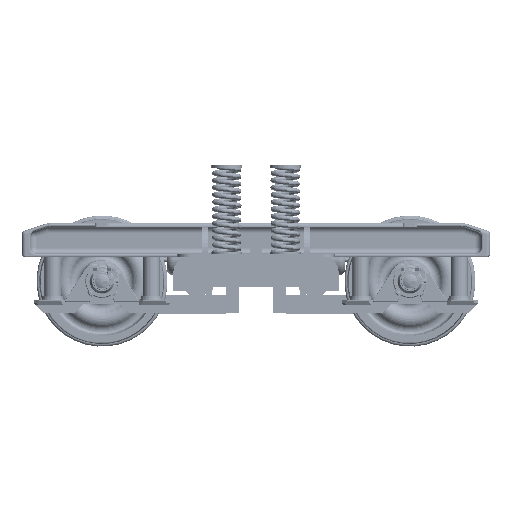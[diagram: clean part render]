
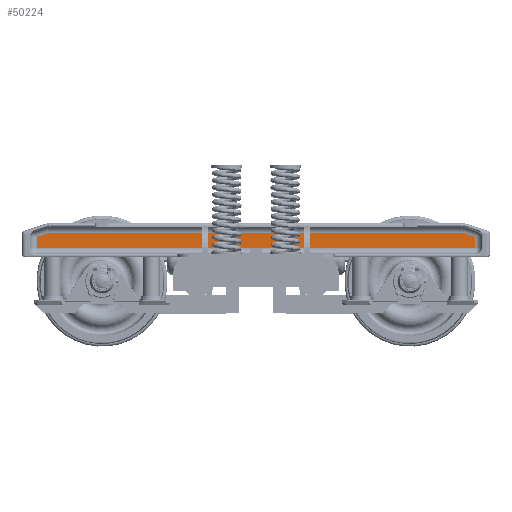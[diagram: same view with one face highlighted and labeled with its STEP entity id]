
A CAD part, left-side view. The second image highlights one B-rep face of the part: STEP entity #50224.
In plain terms, the highlighted planar face has unit normal (-1, 0, 0).
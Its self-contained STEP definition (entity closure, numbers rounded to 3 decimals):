
#5806 = DIRECTION ( 'NONE',  ( 0., 0., 1. ) ) ;
#6982 = AXIS2_PLACEMENT_3D ( 'NONE', #30996, #160440, #89470 ) ;
#11969 = DIRECTION ( 'NONE',  ( 0., 0.949, 0.316 ) ) ;
#13792 = VERTEX_POINT ( 'NONE', #50853 ) ;
#15862 = CARTESIAN_POINT ( 'NONE',  ( -1417.023, 1496.423, 3660. ) ) ;
#16647 = PLANE ( 'NONE',  #6982 ) ;
#17208 = VECTOR ( 'NONE', #11969, 1000. ) ;
#21110 = LINE ( 'NONE', #34547, #138849 ) ;
#30996 = CARTESIAN_POINT ( 'NONE',  ( -1417.023, -2183.577, 3660. ) ) ;
#32682 = VECTOR ( 'NONE', #102020, 1000. ) ;
#33204 = VECTOR ( 'NONE', #160596, 1000. ) ;
#34547 = CARTESIAN_POINT ( 'NONE',  ( -1417.023, -2063.577, 3660. ) ) ;
#36496 = LINE ( 'NONE', #126622, #99223 ) ;
#37359 = CARTESIAN_POINT ( 'NONE',  ( -1417.023, -1965.463, 3860. ) ) ;
#45950 = EDGE_CURVE ( 'NONE', #13792, #75064, #36496, .T. ) ;
#46292 = FACE_OUTER_BOUND ( 'NONE', #139446, .T. ) ;
#50224 = ADVANCED_FACE ( 'NONE', ( #46292 ), #16647, .F. ) ;
#50853 = CARTESIAN_POINT ( 'NONE',  ( -1417.023, 1398.309, 3860. ) ) ;
#53468 = CARTESIAN_POINT ( 'NONE',  ( -1417.023, -2063.577, 3740. ) ) ;
#58252 = EDGE_CURVE ( 'NONE', #114744, #99537, #99183, .T. ) ;
#70397 = CARTESIAN_POINT ( 'NONE',  ( -1417.023, -1957.765, 3862.566 ) ) ;
#75064 = VERTEX_POINT ( 'NONE', #186414 ) ;
#75145 = CARTESIAN_POINT ( 'NONE',  ( -1417.023, 1406.423, 3860. ) ) ;
#75247 = EDGE_CURVE ( 'NONE', #99537, #13792, #145140, .T. ) ;
#77361 = CARTESIAN_POINT ( 'NONE',  ( -1417.023, -2113.577, 3740. ) ) ;
#77775 = ORIENTED_EDGE ( 'NONE', *, *, #99677, .T. ) ;
#89470 = DIRECTION ( 'NONE',  ( 0., -1., 0. ) ) ;
#96084 = VERTEX_POINT ( 'NONE', #179239 ) ;
#99183 = LINE ( 'NONE', #70397, #17208 ) ;
#99223 = VECTOR ( 'NONE', #185097, 1000. ) ;
#99537 = VERTEX_POINT ( 'NONE', #37359 ) ;
#99677 = EDGE_CURVE ( 'NONE', #112366, #114744, #21110, .T. ) ;
#102020 = DIRECTION ( 'NONE',  ( 0., 1., 0. ) ) ;
#112366 = VERTEX_POINT ( 'NONE', #53468 ) ;
#114744 = VERTEX_POINT ( 'NONE', #177175 ) ;
#120671 = ORIENTED_EDGE ( 'NONE', *, *, #154207, .T. ) ;
#123469 = EDGE_CURVE ( 'NONE', #75064, #96084, #175921, .T. ) ;
#126622 = CARTESIAN_POINT ( 'NONE',  ( -1417.023, 1530.612, 3815.899 ) ) ;
#134743 = ORIENTED_EDGE ( 'NONE', *, *, #75247, .T. ) ;
#138849 = VECTOR ( 'NONE', #5806, 1000. ) ;
#139446 = EDGE_LOOP ( 'NONE', ( #153043, #120671, #77775, #159732, #134743, #183006 ) ) ;
#145140 = LINE ( 'NONE', #75145, #32682 ) ;
#147547 = VECTOR ( 'NONE', #165529, 1000. ) ;
#153043 = ORIENTED_EDGE ( 'NONE', *, *, #123469, .T. ) ;
#153982 = LINE ( 'NONE', #77361, #147547 ) ;
#154207 = EDGE_CURVE ( 'NONE', #96084, #112366, #153982, .T. ) ;
#159732 = ORIENTED_EDGE ( 'NONE', *, *, #58252, .T. ) ;
#160440 = DIRECTION ( 'NONE',  ( 1., 0., 0. ) ) ;
#160596 = DIRECTION ( 'NONE',  ( 0., 0., -1. ) ) ;
#165529 = DIRECTION ( 'NONE',  ( 0., -1., 0. ) ) ;
#175921 = LINE ( 'NONE', #15862, #33204 ) ;
#177175 = CARTESIAN_POINT ( 'NONE',  ( -1417.023, -2063.577, 3827.295 ) ) ;
#179239 = CARTESIAN_POINT ( 'NONE',  ( -1417.023, 1496.423, 3740. ) ) ;
#183006 = ORIENTED_EDGE ( 'NONE', *, *, #45950, .T. ) ;
#185097 = DIRECTION ( 'NONE',  ( 0., 0.949, -0.316 ) ) ;
#186414 = CARTESIAN_POINT ( 'NONE',  ( -1417.023, 1496.423, 3827.295 ) ) ;
